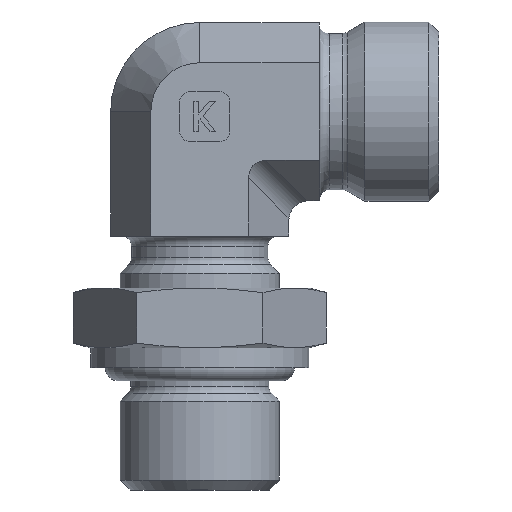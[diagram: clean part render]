
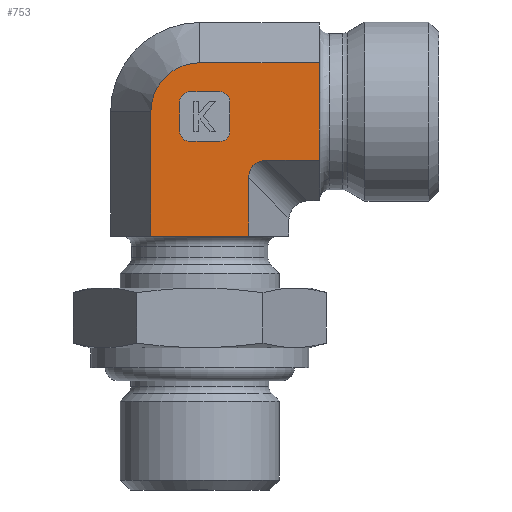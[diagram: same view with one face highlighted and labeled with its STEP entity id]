
A CAD part, left-side view. The second image highlights one B-rep face of the part: STEP entity #753.
In plain terms, the highlighted planar face has unit normal (-1, 0, 0).
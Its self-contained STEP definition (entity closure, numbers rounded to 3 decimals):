
#552=CARTESIAN_POINT('',(-26.321,3.24,4.5));
#553=VERTEX_POINT('',#552);
#560=CARTESIAN_POINT('',(-26.321,13.055,4.5));
#561=VERTEX_POINT('',#560);
#562=CARTESIAN_POINT('',(-26.321,13.055,4.5));
#563=DIRECTION('',(0.0,-1.0,0.0));
#564=VECTOR('',#563,9.815);
#565=LINE('',#562,#564);
#566=EDGE_CURVE('',#561,#553,#565,.T.);
#596=CARTESIAN_POINT('',(-26.321,3.24,0.0));
#597=DIRECTION('',(-1.0,0.0,0.0));
#598=DIRECTION('',(0.0,0.0,1.0));
#599=AXIS2_PLACEMENT_3D('',#596,#597,#598);
#600=PLANE('',#599);
#601=ORIENTED_EDGE('',*,*,#566,.T.);
#602=CARTESIAN_POINT('',(-26.321,3.24,10.36));
#603=VERTEX_POINT('',#602);
#604=CARTESIAN_POINT('',(-26.321,3.24,4.5));
#605=DIRECTION('',(0.0,0.0,1.0));
#606=VECTOR('',#605,5.86);
#607=LINE('',#604,#606);
#608=EDGE_CURVE('',#553,#603,#607,.T.);
#609=ORIENTED_EDGE('',*,*,#608,.T.);
#610=CARTESIAN_POINT('',(-26.321,1.508,12.093));
#611=VERTEX_POINT('',#610);
#612=CARTESIAN_POINT('',(-26.321,0.931,9.783));
#613=DIRECTION('',(-1.0,0.,0.));
#614=DIRECTION('',(0.,0.707,0.707));
#615=AXIS2_PLACEMENT_3D('',#612,#613,#614);
#616=ELLIPSE('',#615,2.582,2.);
#617=EDGE_CURVE('',#611,#603,#616,.T.);
#618=ORIENTED_EDGE('',*,*,#617,.F.);
#619=CARTESIAN_POINT('',(-26.321,-3.852,12.093));
#620=VERTEX_POINT('',#619);
#621=CARTESIAN_POINT('',(-26.321,1.508,12.093));
#622=DIRECTION('',(0.0,-1.0,0.0));
#623=VECTOR('',#622,5.36);
#624=LINE('',#621,#623);
#625=EDGE_CURVE('',#611,#620,#624,.T.);
#626=ORIENTED_EDGE('',*,*,#625,.T.);
#627=CARTESIAN_POINT('',(-26.321,-3.852,14.536));
#628=VERTEX_POINT('',#627);
#629=CARTESIAN_POINT('',(-26.321,-3.852,12.093));
#630=DIRECTION('',(0.0,0.0,1.0));
#631=VECTOR('',#630,2.443);
#632=LINE('',#629,#631);
#633=EDGE_CURVE('',#620,#628,#632,.T.);
#634=ORIENTED_EDGE('',*,*,#633,.T.);
#635=CARTESIAN_POINT('',(-26.321,-3.852,19.464));
#636=VERTEX_POINT('',#635);
#637=CARTESIAN_POINT('',(-26.321,-3.852,14.536));
#638=CARTESIAN_POINT('',(-26.321,-3.852,14.769));
#639=CARTESIAN_POINT('',(-26.321,-3.86,15.048));
#640=CARTESIAN_POINT('',(-26.321,-3.887,15.818));
#641=CARTESIAN_POINT('',(-26.321,-3.915,16.462));
#642=CARTESIAN_POINT('',(-26.321,-3.915,17.538));
#643=CARTESIAN_POINT('',(-26.321,-3.887,18.182));
#644=CARTESIAN_POINT('',(-26.321,-3.86,18.952));
#645=CARTESIAN_POINT('',(-26.321,-3.852,19.231));
#646=CARTESIAN_POINT('',(-26.321,-3.852,19.464));
#647=B_SPLINE_CURVE_WITH_KNOTS('',3,(#637,#638,#639,#640,#641,#642,#643,#644,#645,#646),.UNSPECIFIED.,.F.,.U.,(4,2,2,2,4),(0.782,0.852,1.013,1.174,1.244),.UNSPECIFIED.);
#648=EDGE_CURVE('',#628,#636,#647,.T.);
#649=ORIENTED_EDGE('',*,*,#648,.T.);
#650=CARTESIAN_POINT('',(-26.321,-3.852,21.907));
#651=VERTEX_POINT('',#650);
#652=CARTESIAN_POINT('',(-26.321,-3.852,19.464));
#653=DIRECTION('',(0.0,0.0,1.0));
#654=VECTOR('',#653,2.443);
#655=LINE('',#652,#654);
#656=EDGE_CURVE('',#636,#651,#655,.T.);
#657=ORIENTED_EDGE('',*,*,#656,.T.);
#658=CARTESIAN_POINT('',(-26.321,8.148,21.907));
#659=VERTEX_POINT('',#658);
#660=CARTESIAN_POINT('',(-26.321,8.148,21.907));
#661=DIRECTION('',(0.0,-1.0,0.0));
#662=VECTOR('',#661,12.);
#663=LINE('',#660,#662);
#664=EDGE_CURVE('',#659,#651,#663,.T.);
#665=ORIENTED_EDGE('',*,*,#664,.F.);
#666=CARTESIAN_POINT('',(-26.321,13.055,17.0));
#667=VERTEX_POINT('',#666);
#668=CARTESIAN_POINT('',(-26.321,8.148,17.0));
#669=DIRECTION('',(-1.0,0.0,0.0));
#670=DIRECTION('',(0.0,0.0,1.0));
#671=AXIS2_PLACEMENT_3D('',#668,#669,#670);
#672=CIRCLE('',#671,4.907);
#673=EDGE_CURVE('',#659,#667,#672,.T.);
#674=ORIENTED_EDGE('',*,*,#673,.T.);
#675=CARTESIAN_POINT('',(-26.321,13.055,4.5));
#676=DIRECTION('',(0.0,0.0,1.0));
#677=VECTOR('',#676,12.5);
#678=LINE('',#675,#677);
#679=EDGE_CURVE('',#561,#667,#678,.T.);
#680=ORIENTED_EDGE('',*,*,#679,.F.);
#681=EDGE_LOOP('',(#601,#609,#618,#626,#634,#649,#657,#665,#674,#680));
#682=FACE_OUTER_BOUND('',#681,.T.);
#683=CARTESIAN_POINT('',(-26.321,6.148,14.));
#684=VERTEX_POINT('',#683);
#685=CARTESIAN_POINT('',(-26.321,9.148,14.));
#686=VERTEX_POINT('',#685);
#687=CARTESIAN_POINT('',(-26.321,6.148,14.));
#688=DIRECTION('',(0.0,1.0,0.0));
#689=VECTOR('',#688,3.0);
#690=LINE('',#687,#689);
#691=EDGE_CURVE('',#684,#686,#690,.T.);
#692=ORIENTED_EDGE('',*,*,#691,.T.);
#693=CARTESIAN_POINT('',(-26.321,10.148,15.));
#694=VERTEX_POINT('',#693);
#695=CARTESIAN_POINT('',(-26.321,9.148,15.));
#696=DIRECTION('',(-1.0,0.0,0.0));
#697=DIRECTION('',(0.0,0.707,-0.707));
#698=AXIS2_PLACEMENT_3D('',#695,#696,#697);
#699=CIRCLE('',#698,1.0);
#700=EDGE_CURVE('',#694,#686,#699,.T.);
#701=ORIENTED_EDGE('',*,*,#700,.F.);
#702=CARTESIAN_POINT('',(-26.321,10.148,18.));
#703=VERTEX_POINT('',#702);
#704=CARTESIAN_POINT('',(-26.321,10.148,15.));
#705=DIRECTION('',(0.0,0.0,1.0));
#706=VECTOR('',#705,3.0);
#707=LINE('',#704,#706);
#708=EDGE_CURVE('',#694,#703,#707,.T.);
#709=ORIENTED_EDGE('',*,*,#708,.T.);
#710=CARTESIAN_POINT('',(-26.321,9.148,19.));
#711=VERTEX_POINT('',#710);
#712=CARTESIAN_POINT('',(-26.321,9.148,18.));
#713=DIRECTION('',(-1.0,0.0,0.0));
#714=DIRECTION('',(0.0,0.707,0.707));
#715=AXIS2_PLACEMENT_3D('',#712,#713,#714);
#716=CIRCLE('',#715,1.0);
#717=EDGE_CURVE('',#711,#703,#716,.T.);
#718=ORIENTED_EDGE('',*,*,#717,.F.);
#719=CARTESIAN_POINT('',(-26.321,6.148,19.));
#720=VERTEX_POINT('',#719);
#721=CARTESIAN_POINT('',(-26.321,9.148,19.));
#722=DIRECTION('',(0.0,-1.0,0.0));
#723=VECTOR('',#722,3.);
#724=LINE('',#721,#723);
#725=EDGE_CURVE('',#711,#720,#724,.T.);
#726=ORIENTED_EDGE('',*,*,#725,.T.);
#727=CARTESIAN_POINT('',(-26.321,5.148,18.));
#728=VERTEX_POINT('',#727);
#729=CARTESIAN_POINT('',(-26.321,6.148,18.));
#730=DIRECTION('',(-1.0,0.0,0.0));
#731=DIRECTION('',(0.0,-0.707,0.707));
#732=AXIS2_PLACEMENT_3D('',#729,#730,#731);
#733=CIRCLE('',#732,1.0);
#734=EDGE_CURVE('',#728,#720,#733,.T.);
#735=ORIENTED_EDGE('',*,*,#734,.F.);
#736=CARTESIAN_POINT('',(-26.321,5.148,15.));
#737=VERTEX_POINT('',#736);
#738=CARTESIAN_POINT('',(-26.321,5.148,18.));
#739=DIRECTION('',(0.0,0.0,-1.0));
#740=VECTOR('',#739,3.0);
#741=LINE('',#738,#740);
#742=EDGE_CURVE('',#728,#737,#741,.T.);
#743=ORIENTED_EDGE('',*,*,#742,.T.);
#744=CARTESIAN_POINT('',(-26.321,6.148,15.));
#745=DIRECTION('',(-1.0,0.0,0.0));
#746=DIRECTION('',(0.0,-0.707,-0.707));
#747=AXIS2_PLACEMENT_3D('',#744,#745,#746);
#748=CIRCLE('',#747,1.0);
#749=EDGE_CURVE('',#684,#737,#748,.T.);
#750=ORIENTED_EDGE('',*,*,#749,.F.);
#751=EDGE_LOOP('',(#692,#701,#709,#718,#726,#735,#743,#750));
#752=FACE_BOUND('',#751,.T.);
#753=ADVANCED_FACE('',(#682,#752),#600,.T.);
